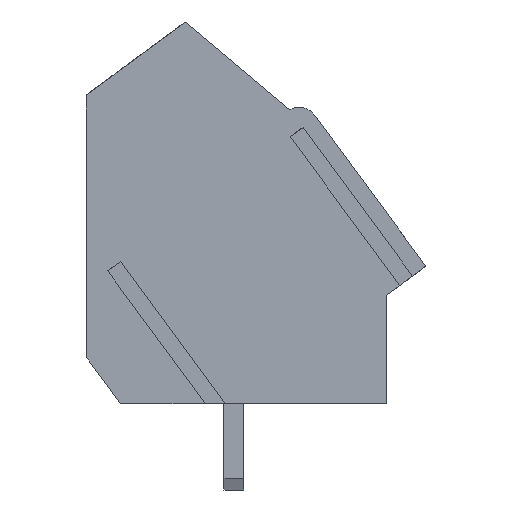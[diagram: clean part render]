
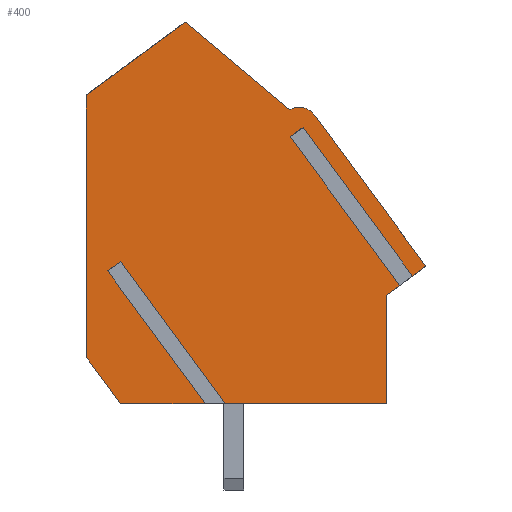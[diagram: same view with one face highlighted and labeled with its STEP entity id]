
A CAD part, left-side view. The second image highlights one B-rep face of the part: STEP entity #400.
In plain terms, the highlighted planar face has unit normal (-1, 0, 0).
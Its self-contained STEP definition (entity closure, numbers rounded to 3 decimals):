
#400=ADVANCED_FACE('',(#1993),#1995,.T.);
#1993=FACE_BOUND('',#1994,.T.);
#1994=EDGE_LOOP('',(#3307,#3308,#3309,#3310,#3311,#3312,#3313,#3314,#3315,#3316,
#3317,#3318,#3319,#3320,#3321,#3322,#3323));
#1995=PLANE('',#1996);
#1996=AXIS2_PLACEMENT_3D('',#1997,#1998,#1999);
#1997=CARTESIAN_POINT('',(-2.5,0.,0.));
#1998=DIRECTION('',(-1.,0.,0.));
#1999=DIRECTION('',(0.,0.,-1.));
#3307=ORIENTED_EDGE('',*,*,#4221,.T.);
#3308=ORIENTED_EDGE('',*,*,#4222,.T.);
#3309=ORIENTED_EDGE('',*,*,#4223,.T.);
#3310=ORIENTED_EDGE('',*,*,#4200,.T.);
#3311=ORIENTED_EDGE('',*,*,#4224,.T.);
#3312=ORIENTED_EDGE('',*,*,#4225,.T.);
#3313=ORIENTED_EDGE('',*,*,#4226,.T.);
#3314=ORIENTED_EDGE('',*,*,#4220,.T.);
#3315=ORIENTED_EDGE('',*,*,#4227,.T.);
#3316=ORIENTED_EDGE('',*,*,#4228,.T.);
#3317=ORIENTED_EDGE('',*,*,#4229,.T.);
#3318=ORIENTED_EDGE('',*,*,#4230,.T.);
#3319=ORIENTED_EDGE('',*,*,#4231,.T.);
#3320=ORIENTED_EDGE('',*,*,#4232,.T.);
#3321=ORIENTED_EDGE('',*,*,#4233,.T.);
#3322=ORIENTED_EDGE('',*,*,#4234,.T.);
#3323=ORIENTED_EDGE('',*,*,#4235,.T.);
#4200=EDGE_CURVE('',#4657,#4655,#4658,.T.);
#4220=EDGE_CURVE('',#4650,#4695,#4697,.T.);
#4221=EDGE_CURVE('',#4698,#4699,#4700,.F.);
#4222=EDGE_CURVE('',#4699,#4701,#4702,.T.);
#4223=EDGE_CURVE('',#4701,#4657,#4703,.T.);
#4224=EDGE_CURVE('',#4655,#4704,#4705,.F.);
#4225=EDGE_CURVE('',#4704,#4706,#4707,.T.);
#4226=EDGE_CURVE('',#4706,#4650,#4708,.F.);
#4227=EDGE_CURVE('',#4695,#4709,#4710,.T.);
#4228=EDGE_CURVE('',#4709,#4711,#4712,.T.);
#4229=EDGE_CURVE('',#4711,#4713,#4714,.T.);
#4230=EDGE_CURVE('',#4713,#4715,#4716,.T.);
#4231=EDGE_CURVE('',#4715,#4717,#4718,.T.);
#4232=EDGE_CURVE('',#4717,#4719,#4720,.T.);
#4233=EDGE_CURVE('',#4719,#4721,#4722,.T.);
#4234=EDGE_CURVE('',#4721,#4723,#4724,.F.);
#4235=EDGE_CURVE('',#4723,#4698,#4725,.T.);
#4650=VERTEX_POINT('',#5399);
#4655=VERTEX_POINT('',#5408);
#4657=VERTEX_POINT('',#5412);
#4658=LINE('',#5413,#5414);
#4695=VERTEX_POINT('',#5488);
#4697=LINE('',#5492,#5493);
#4698=VERTEX_POINT('',#5495);
#4699=VERTEX_POINT('',#5496);
#4700=LINE('',#5497,#5498);
#4701=VERTEX_POINT('',#5500);
#4702=LINE('',#5501,#5502);
#4703=LINE('',#5504,#5505);
#4704=VERTEX_POINT('',#5507);
#4705=LINE('',#5508,#5509);
#4706=VERTEX_POINT('',#5511);
#4707=LINE('',#5512,#5513);
#4708=LINE('',#5515,#5516);
#4709=VERTEX_POINT('',#5518);
#4710=LINE('',#5519,#5520);
#4711=VERTEX_POINT('',#5522);
#4712=CIRCLE('',#5523,0.8);
#4713=VERTEX_POINT('',#5527);
#4714=LINE('',#5528,#5529);
#4715=VERTEX_POINT('',#5531);
#4716=LINE('',#5532,#5533);
#4717=VERTEX_POINT('',#5535);
#4718=LINE('',#5536,#5537);
#4719=VERTEX_POINT('',#5539);
#4720=LINE('',#5540,#5541);
#4721=VERTEX_POINT('',#5543);
#4722=LINE('',#5544,#5545);
#4723=VERTEX_POINT('',#5547);
#4724=LINE('',#5548,#5549);
#4725=LINE('',#5551,#5552);
#5399=CARTESIAN_POINT('',(-2.5,-7.256,5.185));
#5408=CARTESIAN_POINT('',(-2.5,-6.732,4.8));
#5412=CARTESIAN_POINT('',(-2.5,-6.189,4.4));
#5413=CARTESIAN_POINT('',(-2.5,-6.189,4.4));
#5414=VECTOR('',#5415,1.);
#5415=DIRECTION('',(0.,-0.806,0.592));
#5488=CARTESIAN_POINT('',(-2.5,-7.8,5.585));
#5492=CARTESIAN_POINT('',(-2.5,-7.256,5.185));
#5493=VECTOR('',#5494,1.);
#5494=DIRECTION('',(0.,-0.806,0.592));
#5495=CARTESIAN_POINT('',(-2.5,4.599,5.778));
#5496=CARTESIAN_POINT('',(-2.5,0.351,0.));
#5497=CARTESIAN_POINT('',(-2.5,0.351,0.));
#5498=VECTOR('',#5499,1.);
#5499=DIRECTION('',(0.,0.592,0.806));
#5500=CARTESIAN_POINT('',(-2.5,-6.189,0.));
#5501=CARTESIAN_POINT('',(-2.5,0.351,0.));
#5502=VECTOR('',#5503,1.);
#5503=DIRECTION('',(0.,-1.,0.));
#5504=CARTESIAN_POINT('',(-2.5,-6.189,0.));
#5505=VECTOR('',#5506,1.);
#5506=DIRECTION('',(0.,0.,1.));
#5507=CARTESIAN_POINT('',(-2.5,-2.29,10.843));
#5508=CARTESIAN_POINT('',(-2.5,-2.29,10.843));
#5509=VECTOR('',#5510,1.);
#5510=DIRECTION('',(0.,-0.592,-0.806));
#5511=CARTESIAN_POINT('',(-2.5,-2.814,11.228));
#5512=CARTESIAN_POINT('',(-2.5,-2.29,10.843));
#5513=VECTOR('',#5514,1.);
#5514=DIRECTION('',(0.,-0.806,0.592));
#5515=CARTESIAN_POINT('',(-2.5,-7.256,5.185));
#5516=VECTOR('',#5517,1.);
#5517=DIRECTION('',(0.,0.592,0.806));
#5518=CARTESIAN_POINT('',(-2.5,-3.295,11.713));
#5519=CARTESIAN_POINT('',(-2.5,-7.8,5.585));
#5520=VECTOR('',#5521,1.);
#5521=DIRECTION('',(0.,0.592,0.806));
#5522=CARTESIAN_POINT('',(-2.5,-2.261,11.938));
#5523=AXIS2_PLACEMENT_3D('',#5524,#5525,#5526);
#5524=CARTESIAN_POINT('',(-2.5,-2.65,11.239));
#5525=DIRECTION('',(-1.,-0.,-0.));
#5526=DIRECTION('',(0.,-0.806,0.592));
#5527=CARTESIAN_POINT('',(-2.5,1.971,15.5));
#5528=CARTESIAN_POINT('',(-2.5,-2.261,11.938));
#5529=VECTOR('',#5530,1.);
#5530=DIRECTION('',(0.,0.765,0.644));
#5531=CARTESIAN_POINT('',(-2.5,6.,12.538));
#5532=CARTESIAN_POINT('',(-2.5,1.971,15.5));
#5533=VECTOR('',#5534,1.);
#5534=DIRECTION('',(0.,0.806,-0.592));
#5535=CARTESIAN_POINT('',(-2.5,6.,1.902));
#5536=CARTESIAN_POINT('',(-2.5,6.,12.538));
#5537=VECTOR('',#5538,1.);
#5538=DIRECTION('',(0.,0.,-1.));
#5539=CARTESIAN_POINT('',(-2.5,4.602,0.));
#5540=CARTESIAN_POINT('',(-2.5,6.,1.902));
#5541=VECTOR('',#5542,1.);
#5542=DIRECTION('',(0.,-0.592,-0.806));
#5543=CARTESIAN_POINT('',(-2.5,1.158,0.));
#5544=CARTESIAN_POINT('',(-2.5,4.602,0.));
#5545=VECTOR('',#5546,1.);
#5546=DIRECTION('',(0.,-1.,0.));
#5547=CARTESIAN_POINT('',(-2.5,5.122,5.393));
#5548=CARTESIAN_POINT('',(-2.5,5.122,5.393));
#5549=VECTOR('',#5550,1.);
#5550=DIRECTION('',(0.,-0.592,-0.806));
#5551=CARTESIAN_POINT('',(-2.5,5.122,5.393));
#5552=VECTOR('',#5553,1.);
#5553=DIRECTION('',(0.,-0.806,0.592));
